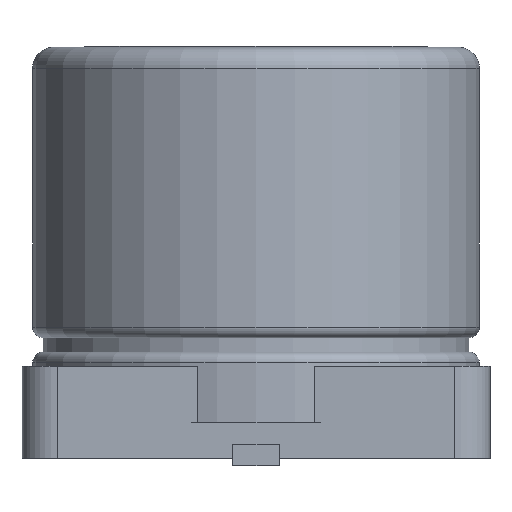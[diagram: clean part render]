
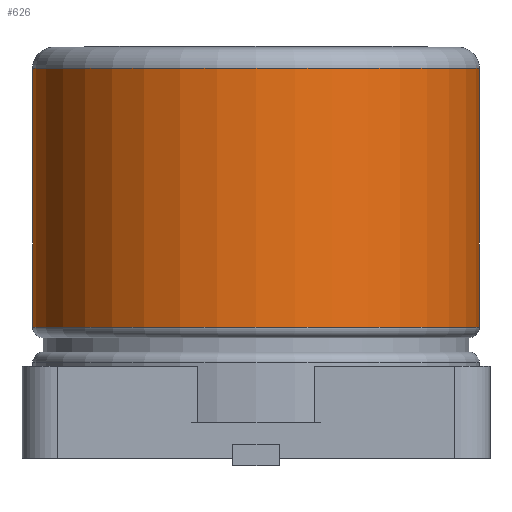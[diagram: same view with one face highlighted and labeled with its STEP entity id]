
A CAD part, left-side view. The second image highlights one B-rep face of the part: STEP entity #626.
In plain terms, the highlighted cylindrical face has radius 3.15 mm (diameter 6.3 mm), a full revolution.
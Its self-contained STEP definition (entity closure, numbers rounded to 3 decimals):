
#181=CYLINDRICAL_SURFACE('',#676,3.15);
#192=FACE_BOUND('',#242,.T.);
#198=FACE_OUTER_BOUND('',#241,.T.);
#241=EDGE_LOOP('',(#454));
#242=EDGE_LOOP('',(#455));
#287=CIRCLE('',#674,3.15);
#289=CIRCLE('',#677,3.15);
#308=VERTEX_POINT('',#930);
#310=VERTEX_POINT('',#935);
#367=EDGE_CURVE('',#308,#308,#287,.T.);
#369=EDGE_CURVE('',#310,#310,#289,.T.);
#454=ORIENTED_EDGE('',*,*,#369,.F.);
#455=ORIENTED_EDGE('',*,*,#367,.F.);
#626=ADVANCED_FACE('',(#198,#192),#181,.T.);
#674=AXIS2_PLACEMENT_3D('',#931,#740,#741);
#676=AXIS2_PLACEMENT_3D('',#934,#744,#745);
#677=AXIS2_PLACEMENT_3D('',#936,#746,#747);
#740=DIRECTION('center_axis',(0.,0.,1.));
#741=DIRECTION('ref_axis',(-1.,0.,0.));
#744=DIRECTION('center_axis',(0.,0.,1.));
#745=DIRECTION('ref_axis',(-1.,0.,0.));
#746=DIRECTION('center_axis',(0.,0.,-1.));
#747=DIRECTION('ref_axis',(-1.,0.,0.));
#930=CARTESIAN_POINT('',(3.15,0.,5.5));
#931=CARTESIAN_POINT('Origin',(0.,0.,5.5));
#934=CARTESIAN_POINT('Origin',(0.,0.,1.7));
#935=CARTESIAN_POINT('',(3.15,0.,1.85));
#936=CARTESIAN_POINT('Origin',(0.,0.,1.85));
